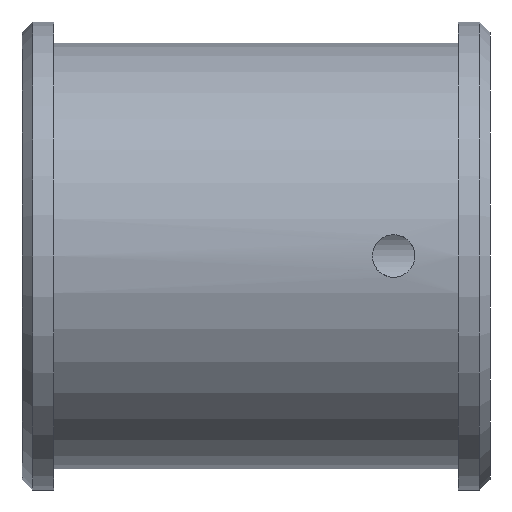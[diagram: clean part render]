
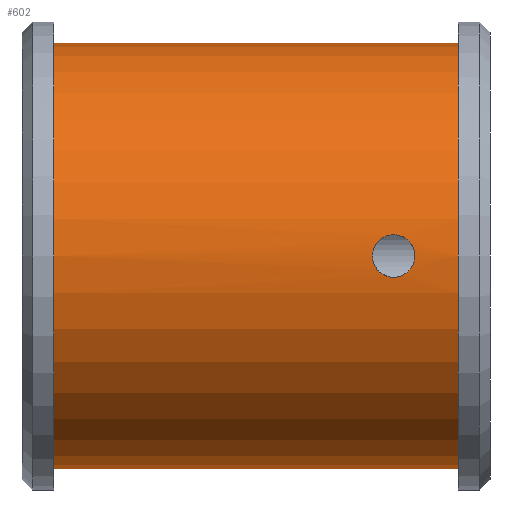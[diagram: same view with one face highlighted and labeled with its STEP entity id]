
A CAD part, left-side view. The second image highlights one B-rep face of the part: STEP entity #602.
In plain terms, the highlighted cylindrical face has radius 10 mm (diameter 20 mm), a partial arc.
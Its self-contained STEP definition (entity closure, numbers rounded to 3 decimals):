
#24 = CARTESIAN_POINT ( 'NONE',  ( -9.95, 4.53, 1. ) ) ;
#26 = CARTESIAN_POINT ( 'NONE',  ( -10., 5.53, 0.133 ) ) ;
#31 = CARTESIAN_POINT ( 'NONE',  ( -9.953, 4.792, 0.974 ) ) ;
#39 = CARTESIAN_POINT ( 'NONE',  ( -9.968, 3.915, -0.799 ) ) ;
#81 = ORIENTED_EDGE ( 'NONE', *, *, #574, .T. ) ;
#93 = CARTESIAN_POINT ( 'NONE',  ( -9.968, 5.144, 0.8 ) ) ;
#100 = CARTESIAN_POINT ( 'NONE',  ( -9.988, 3.656, 0.504 ) ) ;
#101 = CARTESIAN_POINT ( 'NONE',  ( -9.95, 4.53, 1. ) ) ;
#126 = B_SPLINE_CURVE_WITH_KNOTS ( 'NONE', 3,
 ( #24, #417, #31, #643, #93, #311, #141, #534, #26, #467, #691, #194, #361, #582, #413, #472 ),
 .UNSPECIFIED., .F., .F.,
 ( 4, 2, 2, 2, 2, 2, 2, 4 ),
 ( 0.003, 0.004, 0.004, 0.004, 0.005, 0.005, 0.005, 0.006 ),
 .UNSPECIFIED. ) ;
#128 = CARTESIAN_POINT ( 'NONE',  ( 0., 1.5, 10. ) ) ;
#140 = CARTESIAN_POINT ( 'NONE',  ( -9.95, 4.53, -1. ) ) ;
#141 = CARTESIAN_POINT ( 'NONE',  ( -9.988, 5.403, 0.505 ) ) ;
#155 = CARTESIAN_POINT ( 'NONE',  ( -9.982, 3.73, -0.615 ) ) ;
#167 = VERTEX_POINT ( 'NONE', #140 ) ;
#168 = AXIS2_PLACEMENT_3D ( 'NONE', #466, #520, #523 ) ;
#169 = AXIS2_PLACEMENT_3D ( 'NONE', #377, #267, #714 ) ;
#172 = CARTESIAN_POINT ( 'NONE',  ( -9.953, 4.268, 0.974 ) ) ;
#179 = VERTEX_POINT ( 'NONE', #352 ) ;
#182 = VECTOR ( 'NONE', #284, 1000. ) ;
#185 = ORIENTED_EDGE ( 'NONE', *, *, #242, .F. ) ;
#193 = CIRCLE ( 'NONE', #169, 10. ) ;
#194 = CARTESIAN_POINT ( 'NONE',  ( -9.988, 5.404, -0.503 ) ) ;
#198 = CARTESIAN_POINT ( 'NONE',  ( -9.95, 4.53, -1. ) ) ;
#201 = ORIENTED_EDGE ( 'NONE', *, *, #318, .F. ) ;
#209 = CARTESIAN_POINT ( 'NONE',  ( -9.962, 4.026, -0.873 ) ) ;
#230 = EDGE_CURVE ( 'NONE', #492, #179, #249, .T. ) ;
#242 = EDGE_CURVE ( 'NONE', #167, #594, #455, .T. ) ;
#249 = CIRCLE ( 'NONE', #168, 10. ) ;
#261 = CARTESIAN_POINT ( 'NONE',  ( -10., 3.53, -0.131 ) ) ;
#267 = DIRECTION ( 'NONE',  ( 0., 1., 0. ) ) ;
#284 = DIRECTION ( 'NONE',  ( 0., 1., 0. ) ) ;
#291 = LINE ( 'NONE', #345, #182 ) ;
#298 = LINE ( 'NONE', #128, #436 ) ;
#311 = CARTESIAN_POINT ( 'NONE',  ( -9.981, 5.329, 0.615 ) ) ;
#312 = VERTEX_POINT ( 'NONE', #563 ) ;
#317 = CARTESIAN_POINT ( 'NONE',  ( -9.982, 3.729, 0.614 ) ) ;
#318 = EDGE_CURVE ( 'NONE', #312, #492, #291, .T. ) ;
#329 = CYLINDRICAL_SURFACE ( 'NONE', #573, 10. ) ;
#338 = EDGE_CURVE ( 'NONE', #655, #179, #298, .T. ) ;
#339 = EDGE_LOOP ( 'NONE', ( #185, #598 ) ) ;
#345 = CARTESIAN_POINT ( 'NONE',  ( 0., 1.5, -10. ) ) ;
#352 = CARTESIAN_POINT ( 'NONE',  ( 0., 20.5, 10. ) ) ;
#354 = ORIENTED_EDGE ( 'NONE', *, *, #230, .F. ) ;
#361 = CARTESIAN_POINT ( 'NONE',  ( -9.982, 5.33, -0.614 ) ) ;
#372 = CARTESIAN_POINT ( 'NONE',  ( -10., 3.53, 0.13 ) ) ;
#377 = CARTESIAN_POINT ( 'NONE',  ( 0., 1.5, 0. ) ) ;
#391 = CARTESIAN_POINT ( 'NONE',  ( -9.95, 4.399, 1. ) ) ;
#413 = CARTESIAN_POINT ( 'NONE',  ( -9.95, 4.794, -1. ) ) ;
#417 = CARTESIAN_POINT ( 'NONE',  ( -9.95, 4.66, 1. ) ) ;
#429 = CARTESIAN_POINT ( 'NONE',  ( -9.953, 4.268, -0.974 ) ) ;
#432 = EDGE_CURVE ( 'NONE', #594, #167, #126, .T. ) ;
#433 = DIRECTION ( 'NONE',  ( 0., 1., 0. ) ) ;
#436 = VECTOR ( 'NONE', #679, 1000. ) ;
#455 = B_SPLINE_CURVE_WITH_KNOTS ( 'NONE', 3,
 ( #198, #708, #429, #209, #39, #155, #484, #649, #261, #372, #596, #100, #317, #617, #558, #172, #391, #620 ),
 .UNSPECIFIED., .F., .F.,
 ( 4, 2, 2, 2, 2, 2, 2, 2, 4 ),
 ( 0., 0., 0.001, 0.001, 0.002, 0.002, 0.002, 0.003, 0.003 ),
 .UNSPECIFIED. ) ;
#456 = CARTESIAN_POINT ( 'NONE',  ( 0., 1.5, 10. ) ) ;
#466 = CARTESIAN_POINT ( 'NONE',  ( 0., 20.5, 0. ) ) ;
#467 = CARTESIAN_POINT ( 'NONE',  ( -10., 5.53, -0.131 ) ) ;
#472 = CARTESIAN_POINT ( 'NONE',  ( -9.95, 4.53, -1. ) ) ;
#484 = CARTESIAN_POINT ( 'NONE',  ( -9.988, 3.656, -0.503 ) ) ;
#488 = FACE_OUTER_BOUND ( 'NONE', #508, .T. ) ;
#491 = CARTESIAN_POINT ( 'NONE',  ( 0., 1.5, 0. ) ) ;
#492 = VERTEX_POINT ( 'NONE', #718 ) ;
#508 = EDGE_LOOP ( 'NONE', ( #201, #81, #577, #354 ) ) ;
#520 = DIRECTION ( 'NONE',  ( 0., 1., 0. ) ) ;
#523 = DIRECTION ( 'NONE',  ( 0., 0., 1. ) ) ;
#534 = CARTESIAN_POINT ( 'NONE',  ( -9.997, 5.504, 0.263 ) ) ;
#558 = CARTESIAN_POINT ( 'NONE',  ( -9.962, 4.026, 0.874 ) ) ;
#563 = CARTESIAN_POINT ( 'NONE',  ( 0., 1.5, -10. ) ) ;
#573 = AXIS2_PLACEMENT_3D ( 'NONE', #491, #433, #654 ) ;
#574 = EDGE_CURVE ( 'NONE', #312, #655, #193, .T. ) ;
#577 = ORIENTED_EDGE ( 'NONE', *, *, #338, .T. ) ;
#582 = CARTESIAN_POINT ( 'NONE',  ( -9.962, 5.053, -0.891 ) ) ;
#594 = VERTEX_POINT ( 'NONE', #101 ) ;
#596 = CARTESIAN_POINT ( 'NONE',  ( -9.997, 3.556, 0.261 ) ) ;
#598 = ORIENTED_EDGE ( 'NONE', *, *, #432, .F. ) ;
#602 = ADVANCED_FACE ( 'NONE', ( #488, #711 ), #329, .T. ) ;
#617 = CARTESIAN_POINT ( 'NONE',  ( -9.968, 3.916, 0.8 ) ) ;
#620 = CARTESIAN_POINT ( 'NONE',  ( -9.95, 4.53, 1. ) ) ;
#643 = CARTESIAN_POINT ( 'NONE',  ( -9.962, 5.033, 0.874 ) ) ;
#649 = CARTESIAN_POINT ( 'NONE',  ( -9.997, 3.556, -0.263 ) ) ;
#654 = DIRECTION ( 'NONE',  ( 0., 0., 1. ) ) ;
#655 = VERTEX_POINT ( 'NONE', #456 ) ;
#679 = DIRECTION ( 'NONE',  ( 0., 1., 0. ) ) ;
#691 = CARTESIAN_POINT ( 'NONE',  ( -9.997, 5.504, -0.261 ) ) ;
#708 = CARTESIAN_POINT ( 'NONE',  ( -9.95, 4.398, -1. ) ) ;
#711 = FACE_BOUND ( 'NONE', #339, .T. ) ;
#714 = DIRECTION ( 'NONE',  ( 0., 0., 1. ) ) ;
#718 = CARTESIAN_POINT ( 'NONE',  ( 0., 20.5, -10. ) ) ;
